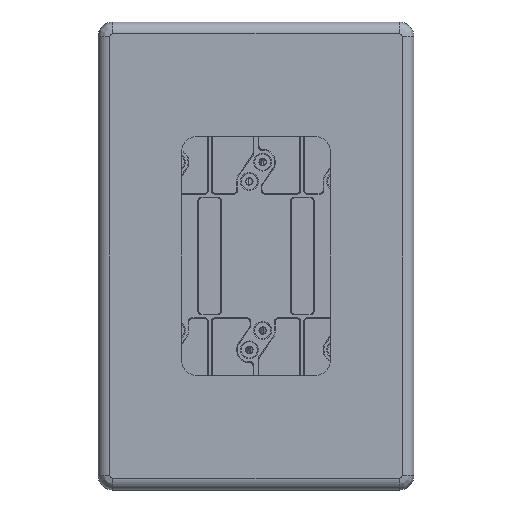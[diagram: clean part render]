
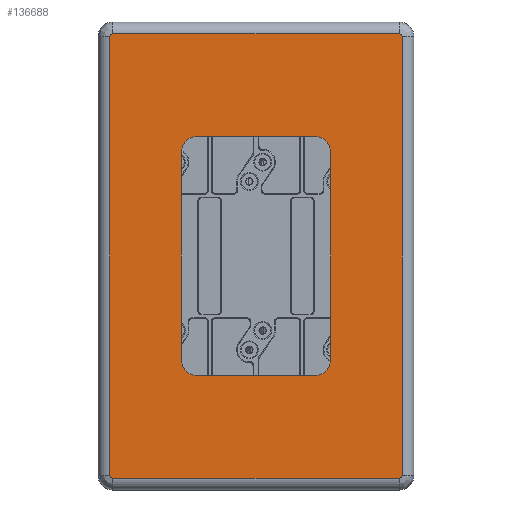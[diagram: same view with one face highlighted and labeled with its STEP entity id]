
A CAD part, front view. The second image highlights one B-rep face of the part: STEP entity #136688.
In plain terms, the highlighted planar face has unit normal (0, -1, 0).
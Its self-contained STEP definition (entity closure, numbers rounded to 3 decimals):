
#135591=DIRECTION('',(0.,0.,-1.));
#135592=VECTOR('',#135591,140.);
#135593=CARTESIAN_POINT('',(-50.,0.,70.));
#135594=LINE('',#135593,#135592);
#135595=DIRECTION('',(1.,0.,0.));
#135596=VECTOR('',#135595,80.);
#135597=CARTESIAN_POINT('',(-40.,0.,-80.));
#135598=LINE('',#135597,#135596);
#135599=DIRECTION('',(0.,0.,1.));
#135600=VECTOR('',#135599,140.);
#135601=CARTESIAN_POINT('',(50.,0.,-70.));
#135602=LINE('',#135601,#135600);
#135603=DIRECTION('',(-1.,0.,0.));
#135604=VECTOR('',#135603,80.);
#135605=CARTESIAN_POINT('',(40.,0.,80.));
#135606=LINE('',#135605,#135604);
#135607=CARTESIAN_POINT('',(96.,0.,147.));
#135608=DIRECTION('',(0.,-1.,0.));
#135609=DIRECTION('',(1.,0.,0.));
#135610=AXIS2_PLACEMENT_3D('',#135607,#135608,#135609);
#135612=DIRECTION('',(0.,0.,1.));
#135613=VECTOR('',#135612,294.);
#135614=CARTESIAN_POINT('',(98.,0.,-147.));
#135615=LINE('',#135614,#135613);
#135616=CARTESIAN_POINT('',(96.,0.,-147.));
#135617=DIRECTION('',(0.,-1.,0.));
#135618=DIRECTION('',(0.,0.,-1.));
#135619=AXIS2_PLACEMENT_3D('',#135616,#135617,#135618);
#135621=DIRECTION('',(1.,0.,0.));
#135622=VECTOR('',#135621,192.);
#135623=CARTESIAN_POINT('',(-96.,0.,-149.));
#135624=LINE('',#135623,#135622);
#135625=CARTESIAN_POINT('',(-96.,0.,-147.));
#135626=DIRECTION('',(0.,-1.,0.));
#135627=DIRECTION('',(-1.,0.,0.));
#135628=AXIS2_PLACEMENT_3D('',#135625,#135626,#135627);
#135630=DIRECTION('',(0.,0.,-1.));
#135631=VECTOR('',#135630,294.);
#135632=CARTESIAN_POINT('',(-98.,0.,147.));
#135633=LINE('',#135632,#135631);
#135634=CARTESIAN_POINT('',(-96.,0.,147.));
#135635=DIRECTION('',(0.,-1.,0.));
#135636=DIRECTION('',(0.,0.,1.));
#135637=AXIS2_PLACEMENT_3D('',#135634,#135635,#135636);
#135639=DIRECTION('',(-1.,0.,0.));
#135640=VECTOR('',#135639,192.);
#135641=CARTESIAN_POINT('',(96.,0.,149.));
#135642=LINE('',#135641,#135640);
#135651=CARTESIAN_POINT('',(-40.,0.,-70.));
#135652=DIRECTION('',(0.,1.,0.));
#135653=DIRECTION('',(0.,0.,-1.));
#135654=AXIS2_PLACEMENT_3D('',#135651,#135652,#135653);
#135669=CARTESIAN_POINT('',(40.,0.,-70.));
#135670=DIRECTION('',(0.,1.,0.));
#135671=DIRECTION('',(1.,0.,0.));
#135672=AXIS2_PLACEMENT_3D('',#135669,#135670,#135671);
#135815=CARTESIAN_POINT('',(-40.,0.,70.));
#135816=DIRECTION('',(0.,1.,0.));
#135817=DIRECTION('',(-1.,0.,0.));
#135818=AXIS2_PLACEMENT_3D('',#135815,#135816,#135817);
#135833=CARTESIAN_POINT('',(40.,0.,70.));
#135834=DIRECTION('',(0.,1.,0.));
#135835=DIRECTION('',(0.,0.,1.));
#135836=AXIS2_PLACEMENT_3D('',#135833,#135834,#135835);
#136415=CARTESIAN_POINT('',(50.,0.,-70.));
#136417=VERTEX_POINT('',#136415);
#136419=CARTESIAN_POINT('',(40.,0.,-80.));
#136421=VERTEX_POINT('',#136419);
#136423=CARTESIAN_POINT('',(-40.,0.,-80.));
#136425=VERTEX_POINT('',#136423);
#136427=CARTESIAN_POINT('',(-50.,0.,-70.));
#136429=VERTEX_POINT('',#136427);
#136431=CARTESIAN_POINT('',(-50.,0.,70.));
#136433=VERTEX_POINT('',#136431);
#136435=CARTESIAN_POINT('',(-40.,0.,80.));
#136437=VERTEX_POINT('',#136435);
#136439=CARTESIAN_POINT('',(40.,0.,80.));
#136441=VERTEX_POINT('',#136439);
#136443=CARTESIAN_POINT('',(50.,0.,70.));
#136445=VERTEX_POINT('',#136443);
#136447=CARTESIAN_POINT('',(98.,0.,147.));
#136448=CARTESIAN_POINT('',(96.,0.,149.));
#136449=VERTEX_POINT('',#136447);
#136450=VERTEX_POINT('',#136448);
#136455=CARTESIAN_POINT('',(-96.,0.,149.));
#136456=VERTEX_POINT('',#136455);
#136459=CARTESIAN_POINT('',(-98.,0.,147.));
#136460=VERTEX_POINT('',#136459);
#136463=CARTESIAN_POINT('',(-98.,0.,-147.));
#136464=VERTEX_POINT('',#136463);
#136467=CARTESIAN_POINT('',(-96.,0.,-149.));
#136468=VERTEX_POINT('',#136467);
#136471=CARTESIAN_POINT('',(96.,0.,-149.));
#136472=VERTEX_POINT('',#136471);
#136475=CARTESIAN_POINT('',(98.,0.,-147.));
#136476=VERTEX_POINT('',#136475);
#136647=CARTESIAN_POINT('',(0.,0.,0.));
#136648=DIRECTION('',(0.,1.,0.));
#136649=DIRECTION('',(1.,0.,0.));
#136650=AXIS2_PLACEMENT_3D('',#136647,#136648,#136649);
#136651=PLANE('',#136650);
#136653=ORIENTED_EDGE('',*,*,#136652,.F.);
#136655=ORIENTED_EDGE('',*,*,#136654,.F.);
#136657=ORIENTED_EDGE('',*,*,#136656,.F.);
#136659=ORIENTED_EDGE('',*,*,#136658,.F.);
#136661=ORIENTED_EDGE('',*,*,#136660,.F.);
#136663=ORIENTED_EDGE('',*,*,#136662,.F.);
#136665=ORIENTED_EDGE('',*,*,#136664,.F.);
#136667=ORIENTED_EDGE('',*,*,#136666,.F.);
#136668=EDGE_LOOP('',(#136653,#136655,#136657,#136659,#136661,#136663,#136665,
#136667));
#136669=FACE_OUTER_BOUND('',#136668,.F.);
#136671=ORIENTED_EDGE('',*,*,#136670,.T.);
#136673=ORIENTED_EDGE('',*,*,#136672,.F.);
#136675=ORIENTED_EDGE('',*,*,#136674,.T.);
#136677=ORIENTED_EDGE('',*,*,#136676,.F.);
#136679=ORIENTED_EDGE('',*,*,#136678,.T.);
#136681=ORIENTED_EDGE('',*,*,#136680,.F.);
#136683=ORIENTED_EDGE('',*,*,#136682,.T.);
#136685=ORIENTED_EDGE('',*,*,#136684,.F.);
#136686=EDGE_LOOP('',(#136671,#136673,#136675,#136677,#136679,#136681,#136683,
#136685));
#136687=FACE_BOUND('',#136686,.F.);
#135611=CIRCLE('',#135610,2.);
#135620=CIRCLE('',#135619,2.);
#135629=CIRCLE('',#135628,2.);
#135638=CIRCLE('',#135637,2.);
#135655=CIRCLE('',#135654,10.);
#135673=CIRCLE('',#135672,10.);
#135819=CIRCLE('',#135818,10.);
#135837=CIRCLE('',#135836,10.);
#136652=EDGE_CURVE('',#136449,#136450,#135611,.T.);
#136654=EDGE_CURVE('',#136476,#136449,#135615,.T.);
#136656=EDGE_CURVE('',#136472,#136476,#135620,.T.);
#136658=EDGE_CURVE('',#136468,#136472,#135624,.T.);
#136660=EDGE_CURVE('',#136464,#136468,#135629,.T.);
#136662=EDGE_CURVE('',#136460,#136464,#135633,.T.);
#136664=EDGE_CURVE('',#136456,#136460,#135638,.T.);
#136666=EDGE_CURVE('',#136450,#136456,#135642,.T.);
#136670=EDGE_CURVE('',#136433,#136429,#135594,.T.);
#136672=EDGE_CURVE('',#136425,#136429,#135655,.T.);
#136674=EDGE_CURVE('',#136425,#136421,#135598,.T.);
#136676=EDGE_CURVE('',#136417,#136421,#135673,.T.);
#136678=EDGE_CURVE('',#136417,#136445,#135602,.T.);
#136680=EDGE_CURVE('',#136441,#136445,#135837,.T.);
#136682=EDGE_CURVE('',#136441,#136437,#135606,.T.);
#136684=EDGE_CURVE('',#136433,#136437,#135819,.T.);
#136688=ADVANCED_FACE('',(#136669,#136687),#136651,.F.);
